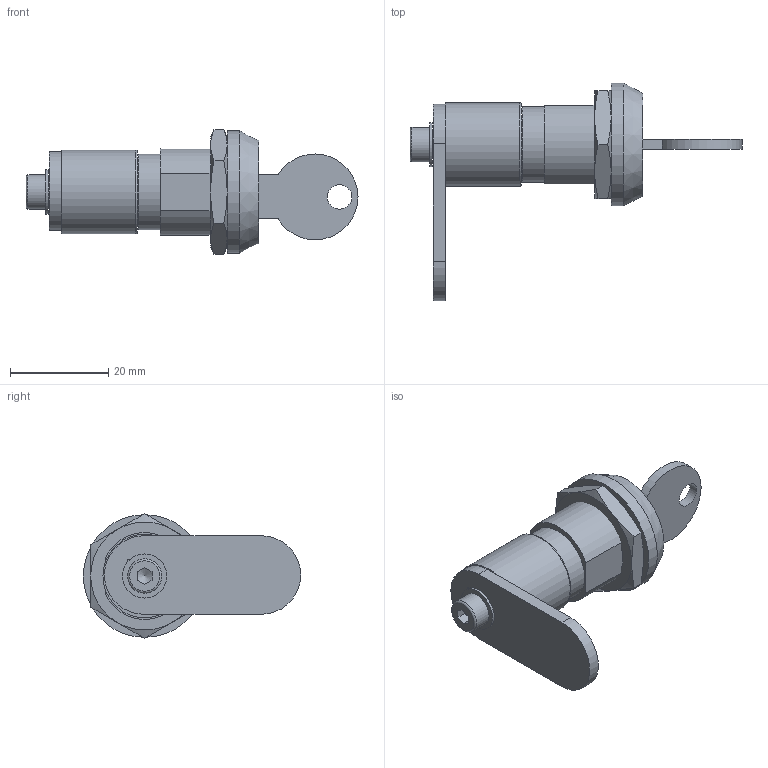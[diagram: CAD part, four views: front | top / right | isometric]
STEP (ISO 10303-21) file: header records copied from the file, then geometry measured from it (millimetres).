
FILE_DESCRIPTION((''),'2;1');
FILE_NAME('620002.iam.stp','2010-09-05T10:34:13',(''),(''),'Autodesk Inventor 2010','Autodesk Inventor 2010','');
FILE_SCHEMA(('AUTOMOTIVE_DESIGN { 1 0 10303 214 1 1 1 1 }'));
Length unit declared in the file: millimetre
Products named in the file (9): 620002; 620002-1; 620002-2; 620004-3; 620002-4; Klíč; M18x1-nízká-mosaz; DIN 912 M4 x 16; DIN 137 B4
Assembly tree (8 placements, depth 2):
  620002
    620002-1
    620002-2
    620004-3
    620002-4
    Klíč
    M18x1-nízká-mosaz
    DIN 912 M4 x 16
    DIN 137 B4
Bounding box: 67.65 x 44.3 x 25.4 mm (x, y, z)
Volume: 12835.6 mm3; surface area: 10037.8 mm2
Topology: 8 solids, 8 shells, 128 faces, 295 edges, 190 vertices
Faces by surface type: plane 81, cylinder 21, cone 17, bspline 7, torus 2
Full cylindrical faces by diameter (mm): 4 x1, 4.3 x1, 5 x1, 5.5 x1, 7 x1, 9 x1, 12 x2, 15.4 x1, 16.5 x1, 17 x2, 25 x1
Entity records: 3756 total; most frequent: CARTESIAN_POINT 758, DIRECTION 580, ORIENTED_EDGE 526, EDGE_CURVE 263, AXIS2_PLACEMENT_3D 211, VERTEX_POINT 182, EDGE_LOOP 171, VECTOR 158
